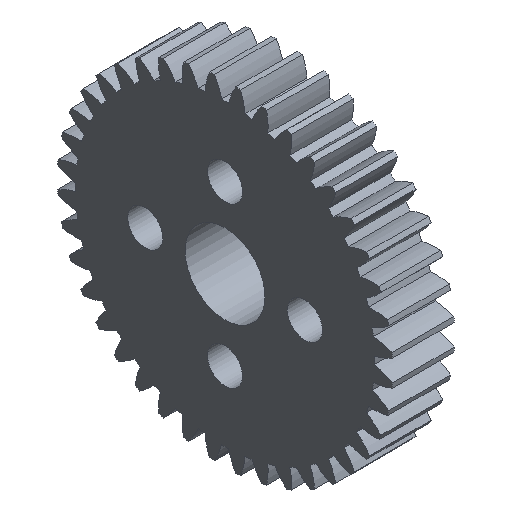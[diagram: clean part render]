
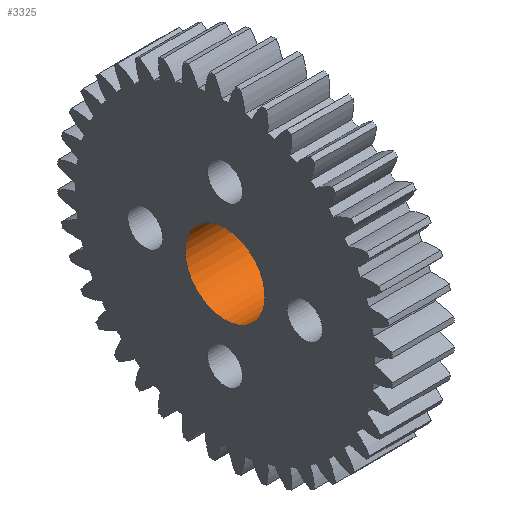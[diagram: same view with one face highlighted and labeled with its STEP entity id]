
A CAD part, isometric view. The second image highlights one B-rep face of the part: STEP entity #3325.
In plain terms, the highlighted cylindrical face has radius 4 mm (diameter 8 mm), a full revolution.
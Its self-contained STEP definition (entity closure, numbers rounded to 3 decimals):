
#494=CYLINDRICAL_SURFACE('',#3824,4.);
#509=FACE_BOUND('',#854,.T.);
#676=FACE_OUTER_BOUND('',#853,.T.);
#853=EDGE_LOOP('',(#2983));
#854=EDGE_LOOP('',(#2984));
#1023=CIRCLE('',#3493,4.);
#1188=CIRCLE('',#3667,4.);
#1353=VERTEX_POINT('',#5307);
#1518=VERTEX_POINT('',#5657);
#1683=EDGE_CURVE('',#1353,#1353,#1023,.T.);
#1859=EDGE_CURVE('',#1518,#1518,#1188,.T.);
#2983=ORIENTED_EDGE('',*,*,#1859,.F.);
#2984=ORIENTED_EDGE('',*,*,#1683,.F.);
#3325=ADVANCED_FACE('',(#676,#509),#494,.F.);
#3493=AXIS2_PLACEMENT_3D('',#5308,#4153,#4154);
#3667=AXIS2_PLACEMENT_3D('',#5658,#4512,#4513);
#3824=AXIS2_PLACEMENT_3D('',#5968,#4975,#4976);
#4153=DIRECTION('center_axis',(-1.,0.,0.));
#4154=DIRECTION('ref_axis',(0.,0.,1.));
#4512=DIRECTION('center_axis',(1.,0.,0.));
#4513=DIRECTION('ref_axis',(0.,0.,-1.));
#4975=DIRECTION('center_axis',(-1.,0.,0.));
#4976=DIRECTION('ref_axis',(0.,0.,1.));
#5307=CARTESIAN_POINT('',(6.2,0.,-4.));
#5308=CARTESIAN_POINT('Origin',(6.2,0.,0.));
#5657=CARTESIAN_POINT('',(0.,0.,-4.));
#5658=CARTESIAN_POINT('Origin',(0.,0.,0.));
#5968=CARTESIAN_POINT('Origin',(50.,0.,0.));
